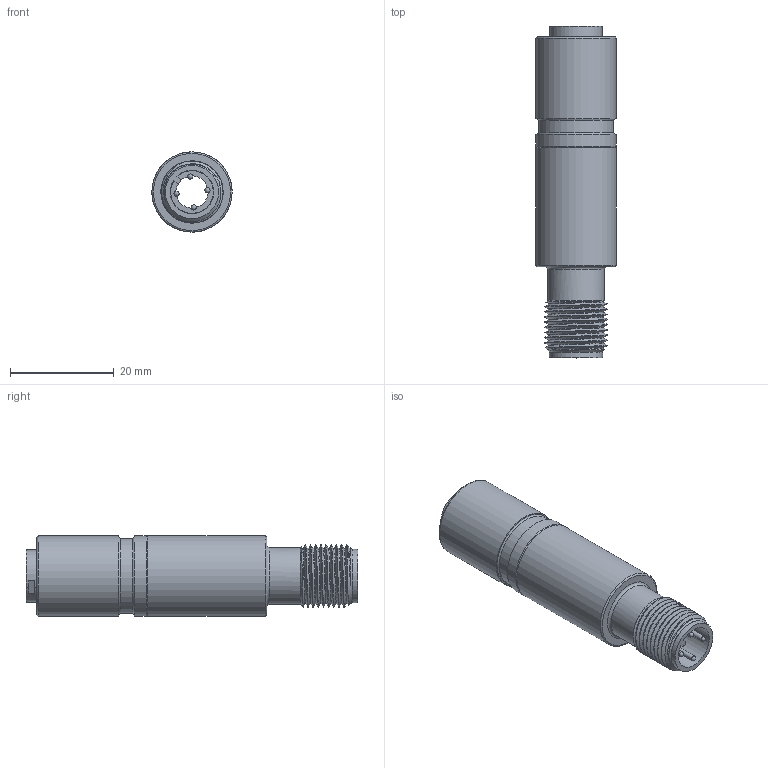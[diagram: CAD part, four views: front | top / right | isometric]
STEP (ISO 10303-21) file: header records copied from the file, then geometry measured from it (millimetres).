
FILE_DESCRIPTION (( 'STEP AP203' ), '1' );
FILE_NAME ('25001443.STEP', '2023-07-26T12:44:33', ( '' ), ( '' ), 'SwSTEP 2.0', 'SolidWorks 2020', '' );
FILE_SCHEMA (( 'CONFIG_CONTROL_DESIGN' ));
Length unit declared in the file: millimetre
Products named in the file (1): 25001443
Bounding box: 15.5 x 64.1 x 15.5 mm (x, y, z)
Surface area: 4520.7 mm2 (no closed solid volume)
Topology: 0 solids, 9 shells, 63 faces, 165 edges, 106 vertices
Faces by surface type: cylinder 20, plane 17, torus 14, cone 5, sphere 4, bspline 3
Full cylindrical faces by diameter (mm): 1 x4, 10.3 x1, 11 x1, 11.1 x1, 14.5 x1, 15.5 x3
Entity records: 3672 total; most frequent: CARTESIAN_POINT 2233, DIRECTION 317, ORIENTED_EDGE 221, AXIS2_PLACEMENT_3D 146, EDGE_CURVE 124, EDGE_LOOP 92, VERTEX_POINT 92, CIRCLE 85
